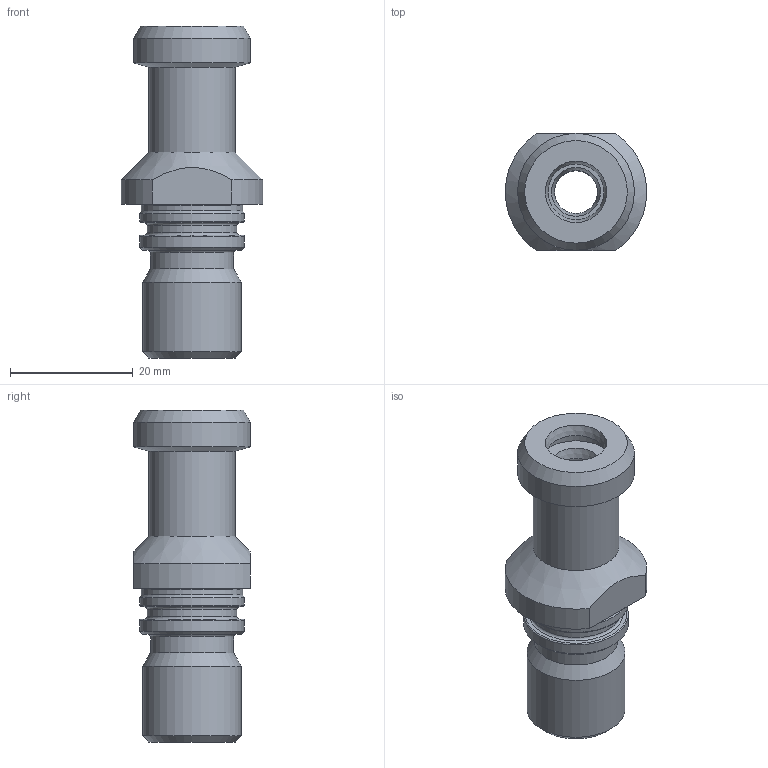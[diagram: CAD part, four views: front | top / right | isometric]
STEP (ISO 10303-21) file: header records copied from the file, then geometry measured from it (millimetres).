
FILE_DESCRIPTION(/* description */ (''),/* implementation_level */ '2;1');
FILE_NAME(/* name */ '1498473232887.stp',/* time_stamp */ '2017-06-26T12:33:57+02:00',/* author */ (''),/* organization */ ('SMS'),/* preprocessor_version */ 'ST-DEVELOPER v15',/* originating_system */ 'SIEMENS PLM Software NX 8.5',/* authorisation */ '');
FILE_SCHEMA (('AUTOMOTIVE_DESIGN { 1 0 10303 214 3 1 1 1 }'));
Length unit declared in the file: millimetre
Products named in the file (1): 201120689MOD000_00
Bounding box: 23 x 19 x 54 mm (x, y, z)
Volume: 9132.1 mm3; surface area: 4934.8 mm2
Topology: 1 solids, 1 shells, 41 faces, 89 edges, 54 vertices
Faces by surface type: cone 13, cylinder 12, plane 10, torus 6
Full cylindrical faces by diameter (mm): 7 x1, 12 x1, 13.5 x1, 14 x1, 14.6 x1, 16 x1, 16.5 x1, 17 x2, 19 x1
Entity records: 962 total; most frequent: DIRECTION 178, CARTESIAN_POINT 159, ORIENTED_EDGE 104, AXIS2_PLACEMENT_3D 85, EDGE_LOOP 76, FACE_BOUND 70, EDGE_CURVE 52, VERTEX_POINT 46
